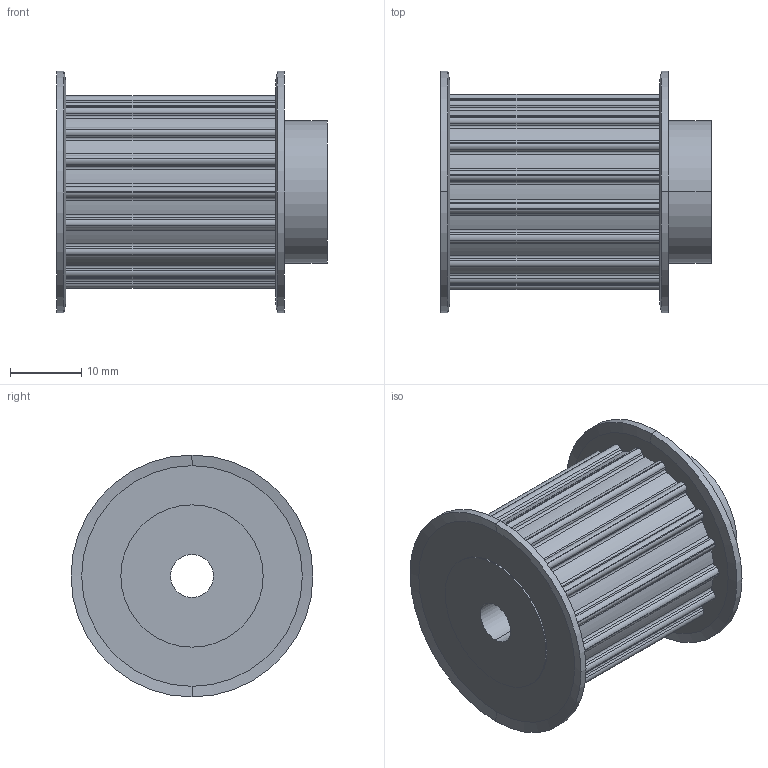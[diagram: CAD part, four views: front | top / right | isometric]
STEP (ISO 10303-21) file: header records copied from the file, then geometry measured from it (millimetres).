
FILE_DESCRIPTION(('STEP AP214'),'1');
FILE_NAME('cctmp_9A89C7CD-9A6B-443F-B387-C811A3F6E71E_2021_1_7_11_34_25_176..stp','2021-01-07T10:34:25',('Mulco-Europe EWIV'),('CADClick - www.CADClick.com'),'Spatial InterOp 3D',' ','unknown authorization');
FILE_SCHEMA(('AUTOMOTIVE_DESIGN'));
Length unit declared in the file: millimetre
Products named in the file (1): 2021_01_07__11-34-25-161
Bounding box: 38 x 34 x 34 mm (x, y, z)
Volume: 18338.5 mm3; surface area: 6880.9 mm2
Topology: 1 solids, 1 shells, 168 faces, 478 edges, 316 vertices
Faces by surface type: cylinder 118, plane 42, cone 8
Entity records: 6954 total; most frequent: DIRECTION 1060, CARTESIAN_POINT 963, ORIENTED_EDGE 956, EDGE_CURVE 478, AXIS2_PLACEMENT_3D 413, VERTEX_POINT 316, CIRCLE 244, LINE 234
